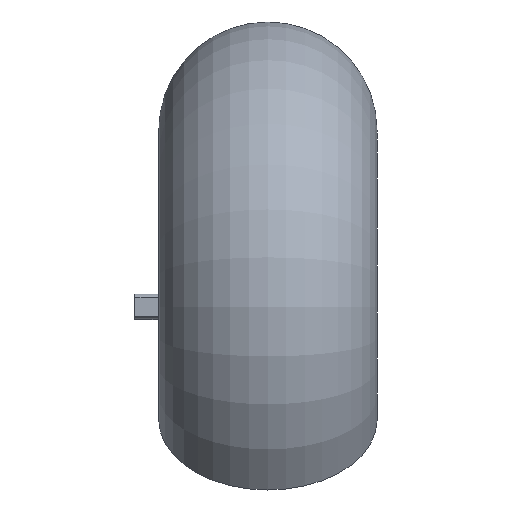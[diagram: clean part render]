
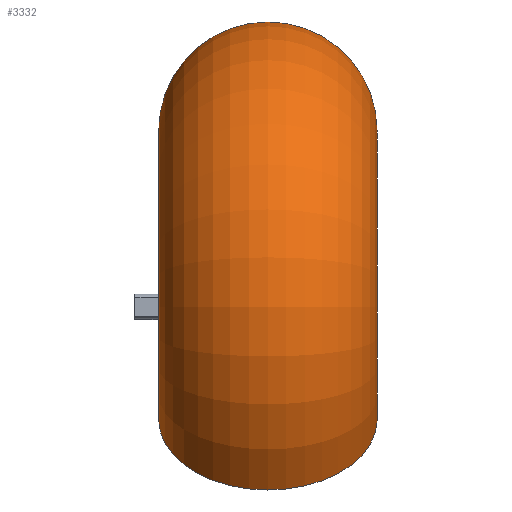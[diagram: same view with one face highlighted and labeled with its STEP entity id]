
A CAD part, front view. The second image highlights one B-rep face of the part: STEP entity #3332.
In plain terms, the highlighted toroidal (fillet/blend) face has major radius 37 mm and minor radius 23 mm.
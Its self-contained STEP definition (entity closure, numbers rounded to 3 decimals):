
#70=TOROIDAL_SURFACE('',#3783,37.,23.);
#423=FACE_OUTER_BOUND('',#631,.T.);
#631=EDGE_LOOP('',(#2906,#2907,#2908,#2909));
#749=CIRCLE('',#3778,37.);
#752=CIRCLE('',#3782,23.);
#753=CIRCLE('',#3784,23.);
#754=CIRCLE('',#3785,19.5);
#1648=VERTEX_POINT('',#5743);
#1652=VERTEX_POINT('',#5759);
#1653=VERTEX_POINT('',#5763);
#1656=VERTEX_POINT('',#5802);
#2074=EDGE_CURVE('',#1652,#1648,#749,.T.);
#2080=EDGE_CURVE('',#1653,#1652,#752,.T.);
#2081=EDGE_CURVE('',#1656,#1648,#753,.T.);
#2082=EDGE_CURVE('',#1656,#1653,#754,.T.);
#2906=ORIENTED_EDGE('',*,*,#2080,.T.);
#2907=ORIENTED_EDGE('',*,*,#2074,.T.);
#2908=ORIENTED_EDGE('',*,*,#2081,.F.);
#2909=ORIENTED_EDGE('',*,*,#2082,.T.);
#3332=ADVANCED_FACE('',(#423),#70,.T.);
#3778=AXIS2_PLACEMENT_3D('',#5760,#4681,#4682);
#3782=AXIS2_PLACEMENT_3D('',#5800,#4691,#4692);
#3783=AXIS2_PLACEMENT_3D('',#5801,#4693,#4694);
#3784=AXIS2_PLACEMENT_3D('',#5803,#4695,#4696);
#3785=AXIS2_PLACEMENT_3D('',#5804,#4697,#4698);
#4681=DIRECTION('center_axis',(1.,0.,0.));
#4682=DIRECTION('ref_axis',(0.,-0.766,-0.643));
#4691=DIRECTION('center_axis',(0.,-1.,0.));
#4692=DIRECTION('ref_axis',(1.,0.,0.));
#4693=DIRECTION('center_axis',(1.,0.,0.));
#4694=DIRECTION('ref_axis',(0.,0.,-1.));
#4695=DIRECTION('center_axis',(0.,0.643,-0.766));
#4696=DIRECTION('ref_axis',(1.,0.,0.));
#4697=DIRECTION('center_axis',(-1.,0.,0.));
#4698=DIRECTION('ref_axis',(0.,0.,1.));
#5743=CARTESIAN_POINT('',(-23.,30.,0.));
#5759=CARTESIAN_POINT('',(-23.,58.344,60.783));
#5760=CARTESIAN_POINT('Origin',(-23.,58.344,23.783));
#5763=CARTESIAN_POINT('',(14.925,58.344,43.283));
#5800=CARTESIAN_POINT('Origin',(0.,58.344,60.783));
#5801=CARTESIAN_POINT('Origin',(0.,58.344,23.783));
#5802=CARTESIAN_POINT('',(14.925,43.406,11.249));
#5803=CARTESIAN_POINT('Origin',(0.,30.,0.));
#5804=CARTESIAN_POINT('Origin',(14.925,58.344,23.783));
